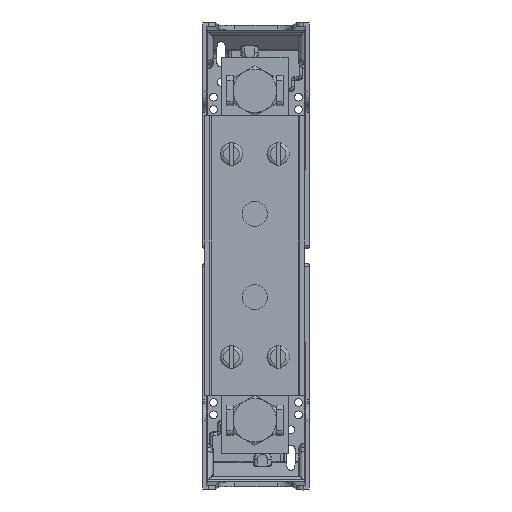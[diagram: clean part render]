
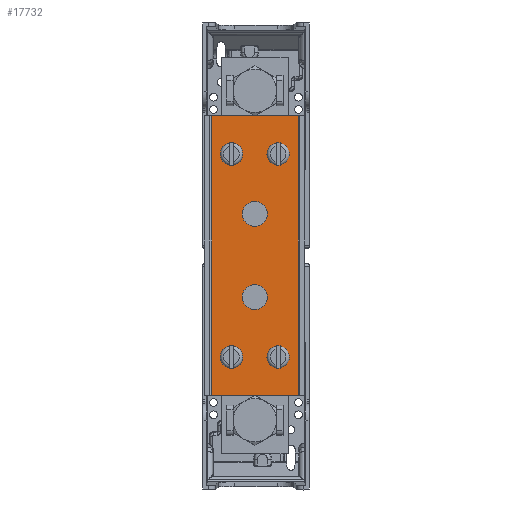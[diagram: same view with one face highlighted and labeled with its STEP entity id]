
A CAD part, front view. The second image highlights one B-rep face of the part: STEP entity #17732.
In plain terms, the highlighted planar face has unit normal (0, -1, 0).
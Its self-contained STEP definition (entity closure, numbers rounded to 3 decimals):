
#16310=DIRECTION('',(-1.,0.,0.));
#16311=VECTOR('',#16310,26.);
#16312=CARTESIAN_POINT('',(13.,0.,-42.));
#16313=LINE('',#16312,#16311);
#16317=CARTESIAN_POINT('',(7.,0.,30.5));
#16318=DIRECTION('',(0.,-1.,0.));
#16319=DIRECTION('',(1.,0.,0.));
#16320=AXIS2_PLACEMENT_3D('',#16317,#16318,#16319);
#16325=CARTESIAN_POINT('',(7.,0.,30.5));
#16326=DIRECTION('',(0.,-1.,0.));
#16327=DIRECTION('',(-1.,0.,0.));
#16328=AXIS2_PLACEMENT_3D('',#16325,#16326,#16327);
#16333=CARTESIAN_POINT('',(-7.,0.,30.5));
#16334=DIRECTION('',(0.,-1.,0.));
#16335=DIRECTION('',(1.,0.,0.));
#16336=AXIS2_PLACEMENT_3D('',#16333,#16334,#16335);
#16341=CARTESIAN_POINT('',(-7.,0.,30.5));
#16342=DIRECTION('',(0.,-1.,0.));
#16343=DIRECTION('',(-1.,0.,0.));
#16344=AXIS2_PLACEMENT_3D('',#16341,#16342,#16343);
#16349=CARTESIAN_POINT('',(7.,0.,-30.5));
#16350=DIRECTION('',(0.,-1.,0.));
#16351=DIRECTION('',(1.,0.,0.));
#16352=AXIS2_PLACEMENT_3D('',#16349,#16350,#16351);
#16357=CARTESIAN_POINT('',(7.,0.,-30.5));
#16358=DIRECTION('',(0.,-1.,0.));
#16359=DIRECTION('',(-1.,0.,0.));
#16360=AXIS2_PLACEMENT_3D('',#16357,#16358,#16359);
#16365=CARTESIAN_POINT('',(-7.,0.,-30.5));
#16366=DIRECTION('',(0.,-1.,0.));
#16367=DIRECTION('',(1.,0.,0.));
#16368=AXIS2_PLACEMENT_3D('',#16365,#16366,#16367);
#16373=CARTESIAN_POINT('',(-7.,0.,-30.5));
#16374=DIRECTION('',(0.,-1.,0.));
#16375=DIRECTION('',(-1.,0.,0.));
#16376=AXIS2_PLACEMENT_3D('',#16373,#16374,#16375);
#16381=CARTESIAN_POINT('',(0.,0.,-12.5));
#16382=DIRECTION('',(0.,-1.,0.));
#16383=DIRECTION('',(-1.,0.,0.));
#16384=AXIS2_PLACEMENT_3D('',#16381,#16382,#16383);
#16389=CARTESIAN_POINT('',(0.,0.,-12.5));
#16390=DIRECTION('',(0.,-1.,0.));
#16391=DIRECTION('',(1.,0.,0.));
#16392=AXIS2_PLACEMENT_3D('',#16389,#16390,#16391);
#16397=CARTESIAN_POINT('',(0.,0.,12.5));
#16398=DIRECTION('',(0.,1.,0.));
#16399=DIRECTION('',(-1.,0.,0.));
#16400=AXIS2_PLACEMENT_3D('',#16397,#16398,#16399);
#16405=CARTESIAN_POINT('',(0.,0.,12.5));
#16406=DIRECTION('',(0.,1.,0.));
#16407=DIRECTION('',(1.,0.,0.));
#16408=AXIS2_PLACEMENT_3D('',#16405,#16406,#16407);
#16420=DIRECTION('',(0.,0.,-1.));
#16421=VECTOR('',#16420,84.);
#16422=CARTESIAN_POINT('',(-13.,0.,42.));
#16423=LINE('',#16422,#16421);
#16814=DIRECTION('',(0.,0.,1.));
#16815=VECTOR('',#16814,84.);
#16816=CARTESIAN_POINT('',(13.,0.,-42.));
#16817=LINE('',#16816,#16815);
#16828=DIRECTION('',(-1.,0.,0.));
#16829=VECTOR('',#16828,26.);
#16830=CARTESIAN_POINT('',(13.,0.,42.));
#16831=LINE('',#16830,#16829);
#17431=CARTESIAN_POINT('',(13.,0.,-42.));
#17432=CARTESIAN_POINT('',(-13.,0.,-42.));
#17433=VERTEX_POINT('',#17431);
#17434=VERTEX_POINT('',#17432);
#17455=CARTESIAN_POINT('',(-13.,0.,42.));
#17456=VERTEX_POINT('',#17455);
#17457=CARTESIAN_POINT('',(13.,0.,42.));
#17458=VERTEX_POINT('',#17457);
#17459=CARTESIAN_POINT('',(9.15,0.,30.5));
#17460=CARTESIAN_POINT('',(4.85,0.,30.5));
#17461=VERTEX_POINT('',#17459);
#17462=VERTEX_POINT('',#17460);
#17463=CARTESIAN_POINT('',(-4.85,0.,30.5));
#17464=CARTESIAN_POINT('',(-9.15,0.,30.5));
#17465=VERTEX_POINT('',#17463);
#17466=VERTEX_POINT('',#17464);
#17467=CARTESIAN_POINT('',(9.15,0.,-30.5));
#17468=CARTESIAN_POINT('',(4.85,0.,-30.5));
#17469=VERTEX_POINT('',#17467);
#17470=VERTEX_POINT('',#17468);
#17471=CARTESIAN_POINT('',(-4.85,0.,-30.5));
#17472=CARTESIAN_POINT('',(-9.15,0.,-30.5));
#17473=VERTEX_POINT('',#17471);
#17474=VERTEX_POINT('',#17472);
#17475=CARTESIAN_POINT('',(-3.75,0.,-12.5));
#17476=CARTESIAN_POINT('',(3.75,0.,-12.5));
#17477=VERTEX_POINT('',#17475);
#17478=VERTEX_POINT('',#17476);
#17519=CARTESIAN_POINT('',(-3.75,0.,12.5));
#17520=CARTESIAN_POINT('',(3.75,0.,12.5));
#17521=VERTEX_POINT('',#17519);
#17522=VERTEX_POINT('',#17520);
#17682=CARTESIAN_POINT('',(-13.,0.,-42.));
#17683=DIRECTION('',(0.,-1.,0.));
#17684=DIRECTION('',(1.,0.,0.));
#17685=AXIS2_PLACEMENT_3D('',#17682,#17683,#17684);
#17686=PLANE('',#17685);
#17687=ORIENTED_EDGE('',*,*,#17648,.T.);
#17689=ORIENTED_EDGE('',*,*,#17688,.F.);
#17691=ORIENTED_EDGE('',*,*,#17690,.F.);
#17693=ORIENTED_EDGE('',*,*,#17692,.F.);
#17694=EDGE_LOOP('',(#17687,#17689,#17691,#17693));
#17695=FACE_OUTER_BOUND('',#17694,.F.);
#17697=ORIENTED_EDGE('',*,*,#17696,.T.);
#17699=ORIENTED_EDGE('',*,*,#17698,.T.);
#17700=EDGE_LOOP('',(#17697,#17699));
#17701=FACE_BOUND('',#17700,.F.);
#17703=ORIENTED_EDGE('',*,*,#17702,.T.);
#17705=ORIENTED_EDGE('',*,*,#17704,.T.);
#17706=EDGE_LOOP('',(#17703,#17705));
#17707=FACE_BOUND('',#17706,.F.);
#17709=ORIENTED_EDGE('',*,*,#17708,.T.);
#17711=ORIENTED_EDGE('',*,*,#17710,.T.);
#17712=EDGE_LOOP('',(#17709,#17711));
#17713=FACE_BOUND('',#17712,.F.);
#17715=ORIENTED_EDGE('',*,*,#17714,.T.);
#17717=ORIENTED_EDGE('',*,*,#17716,.T.);
#17718=EDGE_LOOP('',(#17715,#17717));
#17719=FACE_BOUND('',#17718,.F.);
#17721=ORIENTED_EDGE('',*,*,#17720,.T.);
#17723=ORIENTED_EDGE('',*,*,#17722,.T.);
#17724=EDGE_LOOP('',(#17721,#17723));
#17725=FACE_BOUND('',#17724,.F.);
#17727=ORIENTED_EDGE('',*,*,#17726,.F.);
#17729=ORIENTED_EDGE('',*,*,#17728,.F.);
#17730=EDGE_LOOP('',(#17727,#17729));
#17731=FACE_BOUND('',#17730,.F.);
#16321=CIRCLE('',#16320,2.15);
#16329=CIRCLE('',#16328,2.15);
#16337=CIRCLE('',#16336,2.15);
#16345=CIRCLE('',#16344,2.15);
#16353=CIRCLE('',#16352,2.15);
#16361=CIRCLE('',#16360,2.15);
#16369=CIRCLE('',#16368,2.15);
#16377=CIRCLE('',#16376,2.15);
#16385=CIRCLE('',#16384,3.75);
#16393=CIRCLE('',#16392,3.75);
#16401=CIRCLE('',#16400,3.75);
#16409=CIRCLE('',#16408,3.75);
#17648=EDGE_CURVE('',#17433,#17434,#16313,.T.);
#17688=EDGE_CURVE('',#17456,#17434,#16423,.T.);
#17690=EDGE_CURVE('',#17458,#17456,#16831,.T.);
#17692=EDGE_CURVE('',#17433,#17458,#16817,.T.);
#17696=EDGE_CURVE('',#17461,#17462,#16321,.T.);
#17698=EDGE_CURVE('',#17462,#17461,#16329,.T.);
#17702=EDGE_CURVE('',#17465,#17466,#16337,.T.);
#17704=EDGE_CURVE('',#17466,#17465,#16345,.T.);
#17708=EDGE_CURVE('',#17469,#17470,#16353,.T.);
#17710=EDGE_CURVE('',#17470,#17469,#16361,.T.);
#17714=EDGE_CURVE('',#17473,#17474,#16369,.T.);
#17716=EDGE_CURVE('',#17474,#17473,#16377,.T.);
#17720=EDGE_CURVE('',#17477,#17478,#16385,.T.);
#17722=EDGE_CURVE('',#17478,#17477,#16393,.T.);
#17726=EDGE_CURVE('',#17521,#17522,#16401,.T.);
#17728=EDGE_CURVE('',#17522,#17521,#16409,.T.);
#17732=ADVANCED_FACE('',(#17695,#17701,#17707,#17713,#17719,#17725,#17731),
#17686,.T.);
